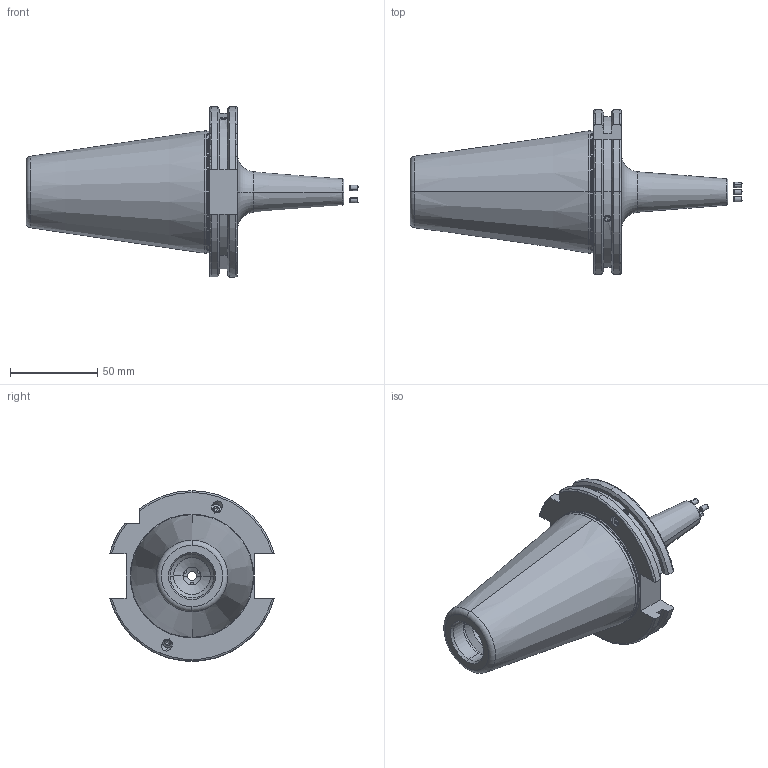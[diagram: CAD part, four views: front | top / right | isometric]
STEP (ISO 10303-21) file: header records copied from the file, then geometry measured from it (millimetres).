
FILE_DESCRIPTION (( 'STEP AP203' ), '1' );
FILE_NAME ('F1S509H-SFK05080.STEP', '2024-08-31T09:36:31', ( '' ), ( '' ), 'SwSTEP 2.0', 'SolidWorks 2024', '' );
FILE_SCHEMA (( 'CONFIG_CONTROL_DESIGN' ));
Length unit declared in the file: millimetre
Products named in the file (5): GS-M4X4-COATING_DIN 913 - M4 x 4-N; GS-M4X4_DIN 913 - M4 x 4-N; GS-M3X5; F1S509H-SFK05080; SK50SFK05080FWW
Assembly tree (8 placements, depth 2):
  F1S509H-SFK05080
    SK50SFK05080FWW
    GS-M4X4_DIN 913 - M4 x 4-N  x2
    GS-M4X4-COATING_DIN 913 - M4 x 4-N  x2
    GS-M3X5  x3
Bounding box: 189.77 x 94.05 x 97.5 mm (x, y, z)
Volume: 339641.4 mm3; surface area: 50610.9 mm2
Topology: 8 solids, 8 shells, 326 faces, 800 edges, 490 vertices
Faces by surface type: cone 120, plane 103, cylinder 83, torus 20
Entity records: 7669 total; most frequent: CARTESIAN_POINT 1887, DIRECTION 1136, ORIENTED_EDGE 1056, EDGE_CURVE 528, AXIS2_PLACEMENT_3D 451, VERTEX_POINT 330, EDGE_LOOP 238, VECTOR 234
